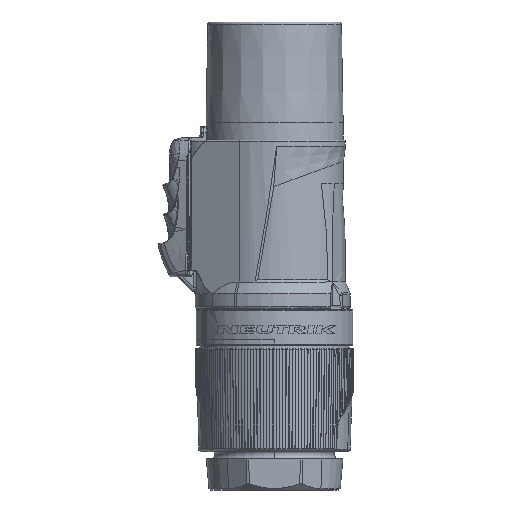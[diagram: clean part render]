
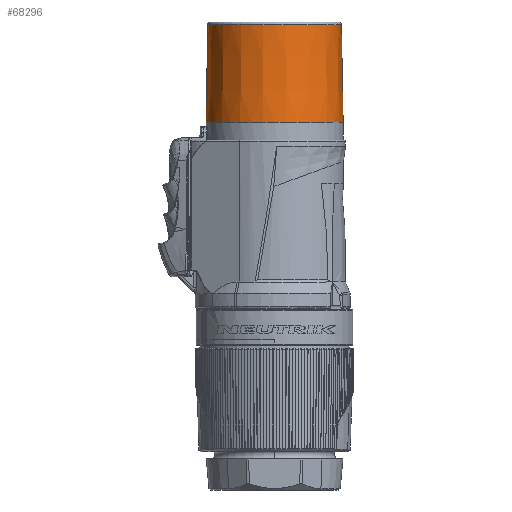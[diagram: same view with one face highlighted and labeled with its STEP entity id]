
A CAD part, left-side view. The second image highlights one B-rep face of the part: STEP entity #68296.
In plain terms, the highlighted conical face has half-angle 1 degrees and reference radius 11.456 mm.
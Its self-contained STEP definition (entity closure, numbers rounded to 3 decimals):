
#23567=CARTESIAN_POINT('',(0.,0.,62.809));
#23568=DIRECTION('',(0.,0.,1.));
#23569=DIRECTION('',(0.,1.,0.));
#23570=AXIS2_PLACEMENT_3D('',#23567,#23568,#23569);
#23572=DIRECTION('',(0.,0.017,1.));
#23573=VECTOR('',#23572,16.511);
#23574=CARTESIAN_POINT('',(0.,-11.6,46.3));
#23575=LINE('',#23574,#23573);
#23576=CARTESIAN_POINT('',(0.,0.,46.3));
#23577=DIRECTION('',(0.,0.,1.));
#23578=DIRECTION('',(0.,1.,0.));
#23579=AXIS2_PLACEMENT_3D('',#23576,#23577,#23578);
#23581=DIRECTION('',(0.,-0.017,1.));
#23582=VECTOR('',#23581,16.511);
#23583=CARTESIAN_POINT('',(0.,11.6,46.3));
#23584=LINE('',#23583,#23582);
#24367=CARTESIAN_POINT('',(0.,11.6,46.3));
#24368=CARTESIAN_POINT('',(0.,-11.6,46.3));
#24369=VERTEX_POINT('',#24367);
#24370=VERTEX_POINT('',#24368);
#24685=CARTESIAN_POINT('',(0.,11.312,62.809));
#24686=CARTESIAN_POINT('',(0.,-11.312,62.809));
#24687=VERTEX_POINT('',#24685);
#24688=VERTEX_POINT('',#24686);
#68285=CARTESIAN_POINT('',(0.,0.,54.554));
#68286=DIRECTION('',(0.,0.,-1.));
#68287=DIRECTION('',(0.,-1.,0.));
#68288=AXIS2_PLACEMENT_3D('',#68285,#68286,#68287);
#68289=CONICAL_SURFACE('',#68288,11.456,1.);
#68290=ORIENTED_EDGE('',*,*,#68279,.T.);
#68291=ORIENTED_EDGE('',*,*,#66119,.F.);
#68292=ORIENTED_EDGE('',*,*,#43125,.F.);
#68293=ORIENTED_EDGE('',*,*,#66116,.T.);
#68294=EDGE_LOOP('',(#68290,#68291,#68292,#68293));
#68295=FACE_OUTER_BOUND('',#68294,.F.);
#23571=CIRCLE('',#23570,11.312);
#23580=CIRCLE('',#23579,11.6);
#43125=EDGE_CURVE('',#24369,#24370,#23580,.T.);
#66116=EDGE_CURVE('',#24369,#24687,#23584,.T.);
#66119=EDGE_CURVE('',#24370,#24688,#23575,.T.);
#68279=EDGE_CURVE('',#24687,#24688,#23571,.T.);
#68296=ADVANCED_FACE('',(#68295),#68289,.T.);
